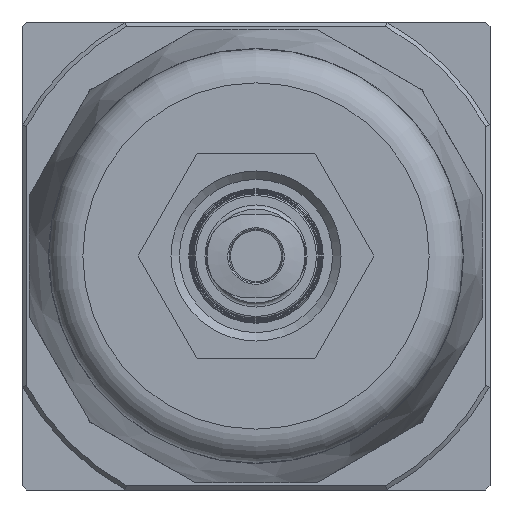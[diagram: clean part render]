
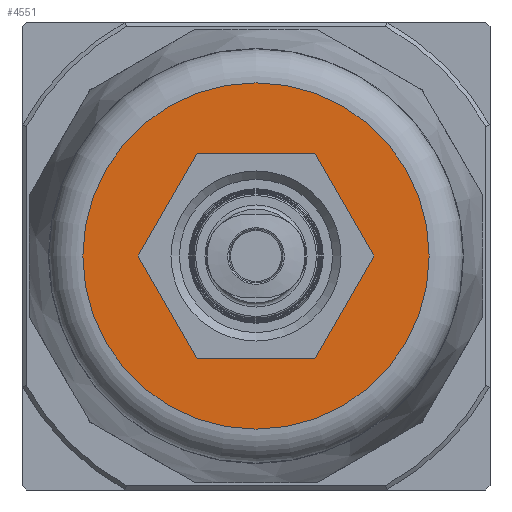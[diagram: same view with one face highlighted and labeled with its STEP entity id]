
A CAD part, front view. The second image highlights one B-rep face of the part: STEP entity #4551.
In plain terms, the highlighted planar face has unit normal (0, -1, 0).
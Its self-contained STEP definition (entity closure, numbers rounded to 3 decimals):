
#152=LINE('',#6481,#358);
#153=LINE('',#6484,#359);
#154=LINE('',#6486,#360);
#155=LINE('',#6488,#361);
#156=LINE('',#6490,#362);
#157=LINE('',#6492,#363);
#358=VECTOR('',#5214,1000.);
#359=VECTOR('',#5215,1000.);
#360=VECTOR('',#5216,1000.);
#361=VECTOR('',#5217,1000.);
#362=VECTOR('',#5218,1000.);
#363=VECTOR('',#5219,1000.);
#538=PLANE('',#4782);
#908=ORIENTED_EDGE('',*,*,#1745,.T.);
#909=ORIENTED_EDGE('',*,*,#1746,.T.);
#910=ORIENTED_EDGE('',*,*,#1747,.T.);
#911=ORIENTED_EDGE('',*,*,#1748,.T.);
#912=ORIENTED_EDGE('',*,*,#1749,.T.);
#913=ORIENTED_EDGE('',*,*,#1750,.T.);
#914=ORIENTED_EDGE('',*,*,#1751,.T.);
#1745=EDGE_CURVE('',#2164,#2164,#2407,.T.);
#1746=EDGE_CURVE('',#2165,#2166,#152,.T.);
#1747=EDGE_CURVE('',#2166,#2167,#153,.T.);
#1748=EDGE_CURVE('',#2167,#2168,#154,.T.);
#1749=EDGE_CURVE('',#2168,#2169,#155,.T.);
#1750=EDGE_CURVE('',#2169,#2170,#156,.T.);
#1751=EDGE_CURVE('',#2170,#2165,#157,.T.);
#2164=VERTEX_POINT('',#6479);
#2165=VERTEX_POINT('',#6482);
#2166=VERTEX_POINT('',#6483);
#2167=VERTEX_POINT('',#6485);
#2168=VERTEX_POINT('',#6487);
#2169=VERTEX_POINT('',#6489);
#2170=VERTEX_POINT('',#6491);
#2407=CIRCLE('',#4781,20.35);
#2564=EDGE_LOOP('',(#908));
#2565=EDGE_LOOP('',(#909,#910,#911,#912,#913,#914));
#2836=FACE_BOUND('',#2564,.T.);
#2837=FACE_BOUND('',#2565,.T.);
#4551=ADVANCED_FACE('',(#2836,#2837),#538,.F.);
#4781=AXIS2_PLACEMENT_3D('',#6478,#5210,#5211);
#4782=AXIS2_PLACEMENT_3D('',#6480,#5212,#5213);
#5210=DIRECTION('',(0.,-1.,0.));
#5211=DIRECTION('',(0.,0.,-1.));
#5212=DIRECTION('',(0.,1.,0.));
#5213=DIRECTION('',(0.,0.,1.));
#5214=DIRECTION('',(0.,0.,1.));
#5215=DIRECTION('',(0.866,0.,0.5));
#5216=DIRECTION('',(0.866,0.,-0.5));
#5217=DIRECTION('',(0.,0.,-1.));
#5218=DIRECTION('',(-0.866,0.,-0.5));
#5219=DIRECTION('',(-0.866,0.,0.5));
#6478=CARTESIAN_POINT('',(0.,-145.7,0.));
#6479=CARTESIAN_POINT('',(0.,-145.7,-20.35));
#6480=CARTESIAN_POINT('',(20.35,-145.7,0.));
#6481=CARTESIAN_POINT('',(-12.,-145.7,-6.928));
#6482=CARTESIAN_POINT('',(-12.,-145.7,-6.928));
#6483=CARTESIAN_POINT('',(-12.,-145.7,6.928));
#6484=CARTESIAN_POINT('',(-12.,-145.7,6.928));
#6485=CARTESIAN_POINT('',(0.,-145.7,13.856));
#6486=CARTESIAN_POINT('',(0.,-145.7,13.856));
#6487=CARTESIAN_POINT('',(12.,-145.7,6.928));
#6488=CARTESIAN_POINT('',(12.,-145.7,6.928));
#6489=CARTESIAN_POINT('',(12.,-145.7,-6.928));
#6490=CARTESIAN_POINT('',(12.,-145.7,-6.928));
#6491=CARTESIAN_POINT('',(0.,-145.7,-13.856));
#6492=CARTESIAN_POINT('',(0.,-145.7,-13.856));
